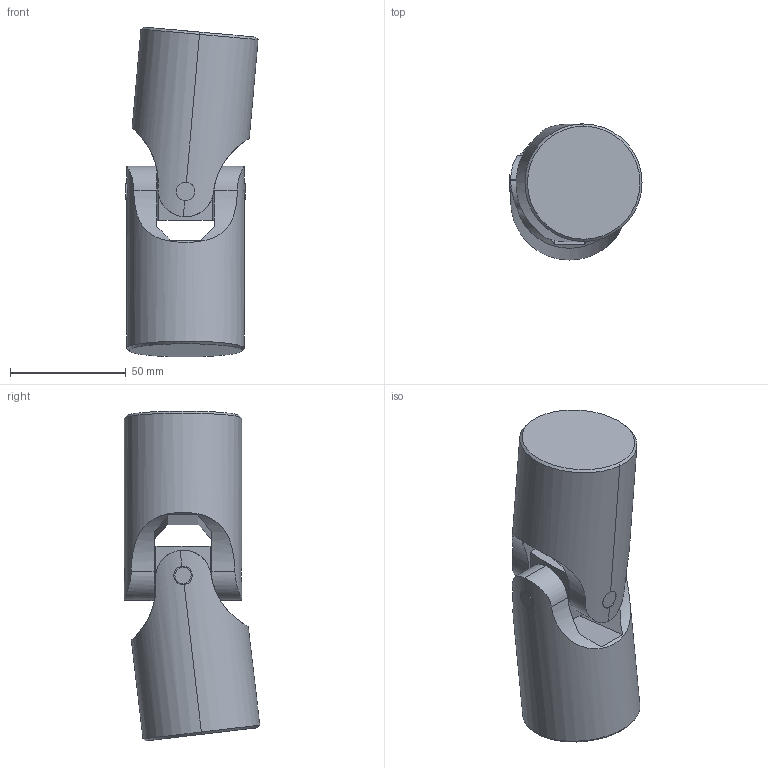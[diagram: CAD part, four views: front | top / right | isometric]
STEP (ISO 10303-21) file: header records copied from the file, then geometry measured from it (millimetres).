
FILE_DESCRIPTION((''),'2;1');
FILE_NAME('D-12_ASM','2013-05-02T',('ppetruska'),(''),'PRO/ENGINEER BY PARAMETRIC TECHNOLOGY CORPORATION, 2012480','PRO/ENGINEER BY PARAMETRIC TECHNOLOGY CORPORATION, 2012480','');
FILE_SCHEMA(('CONFIG_CONTROL_DESIGN'));
Length unit declared in the file: millimetre
Products named in the file (6): D-12-YOKE; D-12-BLOCK; D-12-MAIN_PIN_; D-12-HALF_PIN; D-12-RIVET_PIN; D-12_ASM
Assembly tree (7 placements, depth 2):
  D-12_ASM
    D-12-YOKE  x2
    D-12-BLOCK
    D-12-MAIN_PIN_
    D-12-HALF_PIN  x2
    D-12-RIVET_PIN
Bounding box: 57.08 x 58.57 x 142.46 mm (x, y, z)
Volume: 242973.6 mm3; surface area: 40262.4 mm2
Topology: 7 solids, 7 shells, 97 faces, 236 edges, 146 vertices
Faces by surface type: cylinder 57, plane 28, cone 12
Entity records: 9342 total; most frequent: CARTESIAN_POINT 7639, DIRECTION 340, ORIENTED_EDGE 320, EDGE_CURVE 160, AXIS2_PLACEMENT_3D 138, VERTEX_POINT 98, EDGE_LOOP 76, FACE_OUTER_BOUND 67
